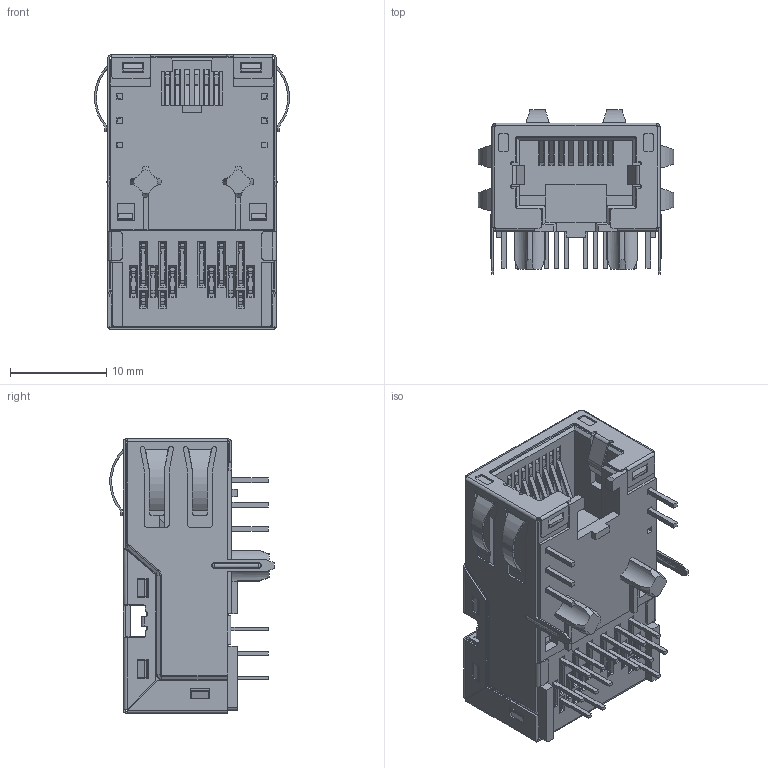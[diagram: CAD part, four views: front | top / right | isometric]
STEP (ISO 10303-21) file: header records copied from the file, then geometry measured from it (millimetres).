
FILE_DESCRIPTION (( 'STEP AP203' ), '1' );
FILE_NAME ('TMJM9405A93NL.step', '2023-06-14T00:30:14', ( '' ), ( '' ), 'SwSTEP 2.0', 'SolidWorks 2022', '' );
FILE_SCHEMA (( 'CONFIG_CONTROL_DESIGN' ));
Products named in the file (1): TMJM9405A93NL
Bounding box: 20.32 x 17.12 x 28.57 mm (x, y, z)
Volume: 3904.5 mm3; surface area: 7610.1 mm2
Topology: 1 solids, 2 shells, 2301 faces, 6667 edges, 4348 vertices
Faces by surface type: plane 1621, cylinder 586, bspline 68, cone 18, torus 8
Entity records: 79801 total; most frequent: CARTESIAN_POINT 18676, ORIENTED_EDGE 13334, DIRECTION 11944, EDGE_CURVE 6667, LINE 5144, VECTOR 5144, VERTEX_POINT 4348, AXIS2_PLACEMENT_3D 3400
